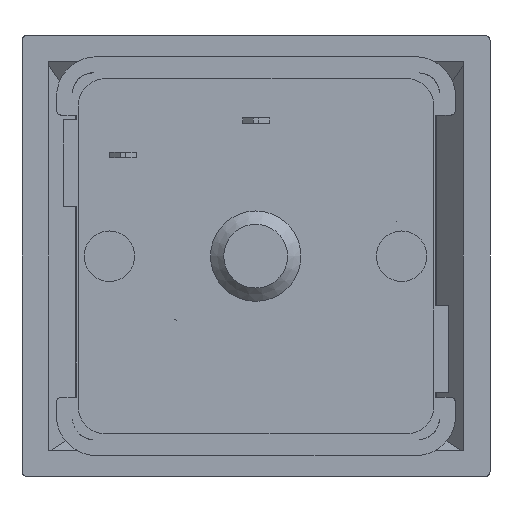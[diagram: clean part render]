
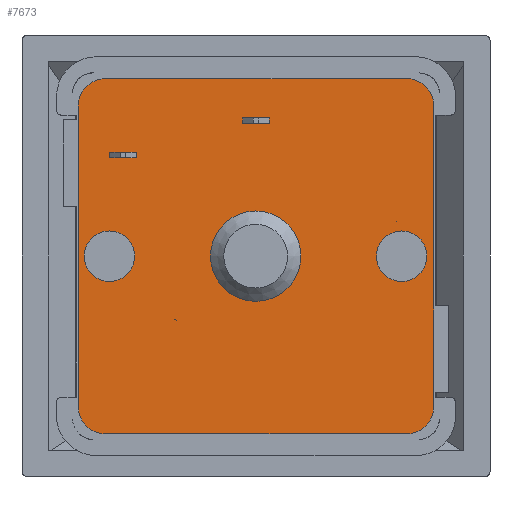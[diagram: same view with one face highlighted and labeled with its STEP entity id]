
A CAD part, front view. The second image highlights one B-rep face of the part: STEP entity #7673.
In plain terms, the highlighted planar face has unit normal (0, -1, 0).
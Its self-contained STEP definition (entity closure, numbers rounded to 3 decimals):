
#139=FACE_BOUND('',#1174,.T.);
#140=FACE_BOUND('',#1175,.T.);
#141=FACE_BOUND('',#1176,.T.);
#142=FACE_BOUND('',#1177,.T.);
#143=FACE_BOUND('',#1178,.T.);
#144=FACE_BOUND('',#1179,.T.);
#145=FACE_BOUND('',#1180,.T.);
#269=CIRCLE('',#8220,1.7);
#271=CIRCLE('',#8225,0.95);
#273=CIRCLE('',#8230,0.95);
#275=CIRCLE('',#8241,1.042);
#277=CIRCLE('',#8245,1.042);
#279=CIRCLE('',#8249,1.033);
#281=CIRCLE('',#8253,1.034);
#716=FACE_OUTER_BOUND('',#1173,.T.);
#1173=EDGE_LOOP('',(#6606,#6607,#6608,#6609,#6610,#6611,#6612,#6613));
#1174=EDGE_LOOP('',(#6614,#6615,#6616,#6617));
#1175=EDGE_LOOP('',(#6618));
#1176=EDGE_LOOP('',(#6619,#6620,#6621,#6622));
#1177=EDGE_LOOP('',(#6623));
#1178=EDGE_LOOP('',(#6624));
#1179=EDGE_LOOP('',(#6625,#6626,#6627));
#1180=EDGE_LOOP('',(#6628,#6629,#6630));
#1951=LINE('',#12306,#2852);
#1957=LINE('',#12318,#2858);
#1959=LINE('',#12321,#2860);
#1968=LINE('',#12341,#2869);
#1974=LINE('',#12353,#2875);
#1976=LINE('',#12356,#2877);
#1979=LINE('',#12369,#2880);
#1981=LINE('',#12378,#2882);
#1985=LINE('',#12393,#2886);
#1988=LINE('',#12399,#2889);
#1991=LINE('',#12403,#2892);
#1994=LINE('',#12411,#2895);
#1997=LINE('',#12417,#2898);
#2000=LINE('',#12421,#2901);
#2003=LINE('',#12429,#2904);
#2007=LINE('',#12441,#2908);
#2011=LINE('',#12453,#2912);
#2015=LINE('',#12465,#2916);
#2852=VECTOR('',#9907,10.);
#2858=VECTOR('',#9917,10.);
#2860=VECTOR('',#9921,10.);
#2869=VECTOR('',#9936,10.);
#2875=VECTOR('',#9946,10.);
#2877=VECTOR('',#9950,10.);
#2880=VECTOR('',#9967,10.);
#2882=VECTOR('',#9979,10.);
#2886=VECTOR('',#9993,10.);
#2889=VECTOR('',#9998,10.);
#2892=VECTOR('',#10003,10.);
#2895=VECTOR('',#10008,10.);
#2898=VECTOR('',#10013,10.);
#2901=VECTOR('',#10018,10.);
#2904=VECTOR('',#10023,10.);
#2908=VECTOR('',#10035,10.);
#2912=VECTOR('',#10047,10.);
#2916=VECTOR('',#10059,10.);
#3565=VERTEX_POINT('',#12303);
#3566=VERTEX_POINT('',#12305);
#3569=VERTEX_POINT('',#12315);
#3570=VERTEX_POINT('',#12317);
#3577=VERTEX_POINT('',#12338);
#3578=VERTEX_POINT('',#12340);
#3581=VERTEX_POINT('',#12350);
#3582=VERTEX_POINT('',#12352);
#3585=VERTEX_POINT('',#12364);
#3587=VERTEX_POINT('',#12373);
#3589=VERTEX_POINT('',#12382);
#3592=VERTEX_POINT('',#12390);
#3593=VERTEX_POINT('',#12392);
#3595=VERTEX_POINT('',#12398);
#3598=VERTEX_POINT('',#12408);
#3599=VERTEX_POINT('',#12410);
#3601=VERTEX_POINT('',#12416);
#3604=VERTEX_POINT('',#12426);
#3605=VERTEX_POINT('',#12428);
#3607=VERTEX_POINT('',#12434);
#3609=VERTEX_POINT('',#12440);
#3611=VERTEX_POINT('',#12446);
#3613=VERTEX_POINT('',#12452);
#3615=VERTEX_POINT('',#12458);
#3617=VERTEX_POINT('',#12464);
#4562=EDGE_CURVE('',#3566,#3565,#1951,.T.);
#4568=EDGE_CURVE('',#3570,#3569,#1957,.T.);
#4570=EDGE_CURVE('',#3569,#3566,#1959,.T.);
#4579=EDGE_CURVE('',#3578,#3577,#1968,.T.);
#4585=EDGE_CURVE('',#3582,#3581,#1974,.T.);
#4587=EDGE_CURVE('',#3581,#3578,#1976,.T.);
#4592=EDGE_CURVE('',#3585,#3585,#269,.T.);
#4593=EDGE_CURVE('',#3577,#3582,#1979,.T.);
#4596=EDGE_CURVE('',#3587,#3587,#271,.T.);
#4597=EDGE_CURVE('',#3565,#3570,#1981,.T.);
#4600=EDGE_CURVE('',#3589,#3589,#273,.T.);
#4603=EDGE_CURVE('',#3593,#3592,#1985,.T.);
#4606=EDGE_CURVE('',#3595,#3593,#1988,.T.);
#4609=EDGE_CURVE('',#3592,#3595,#1991,.T.);
#4612=EDGE_CURVE('',#3599,#3598,#1994,.T.);
#4615=EDGE_CURVE('',#3601,#3599,#1997,.T.);
#4618=EDGE_CURVE('',#3598,#3601,#2000,.T.);
#4621=EDGE_CURVE('',#3605,#3604,#2003,.T.);
#4624=EDGE_CURVE('',#3607,#3605,#275,.T.);
#4627=EDGE_CURVE('',#3609,#3607,#2007,.T.);
#4630=EDGE_CURVE('',#3611,#3609,#277,.T.);
#4633=EDGE_CURVE('',#3613,#3611,#2011,.T.);
#4636=EDGE_CURVE('',#3615,#3613,#279,.T.);
#4639=EDGE_CURVE('',#3617,#3615,#2015,.T.);
#4642=EDGE_CURVE('',#3604,#3617,#281,.T.);
#6606=ORIENTED_EDGE('',*,*,#4642,.T.);
#6607=ORIENTED_EDGE('',*,*,#4639,.T.);
#6608=ORIENTED_EDGE('',*,*,#4636,.T.);
#6609=ORIENTED_EDGE('',*,*,#4633,.T.);
#6610=ORIENTED_EDGE('',*,*,#4630,.T.);
#6611=ORIENTED_EDGE('',*,*,#4627,.T.);
#6612=ORIENTED_EDGE('',*,*,#4624,.T.);
#6613=ORIENTED_EDGE('',*,*,#4621,.T.);
#6614=ORIENTED_EDGE('',*,*,#4587,.T.);
#6615=ORIENTED_EDGE('',*,*,#4579,.T.);
#6616=ORIENTED_EDGE('',*,*,#4593,.T.);
#6617=ORIENTED_EDGE('',*,*,#4585,.T.);
#6618=ORIENTED_EDGE('',*,*,#4596,.T.);
#6619=ORIENTED_EDGE('',*,*,#4570,.T.);
#6620=ORIENTED_EDGE('',*,*,#4562,.T.);
#6621=ORIENTED_EDGE('',*,*,#4597,.T.);
#6622=ORIENTED_EDGE('',*,*,#4568,.T.);
#6623=ORIENTED_EDGE('',*,*,#4600,.T.);
#6624=ORIENTED_EDGE('',*,*,#4592,.T.);
#6625=ORIENTED_EDGE('',*,*,#4618,.T.);
#6626=ORIENTED_EDGE('',*,*,#4615,.T.);
#6627=ORIENTED_EDGE('',*,*,#4612,.T.);
#6628=ORIENTED_EDGE('',*,*,#4609,.T.);
#6629=ORIENTED_EDGE('',*,*,#4606,.T.);
#6630=ORIENTED_EDGE('',*,*,#4603,.T.);
#7242=PLANE('',#8254);
#7673=ADVANCED_FACE('',(#716,#139,#140,#141,#142,#143,#144,#145),#7242,
 .T.);
#8220=AXIS2_PLACEMENT_3D('',#12366,#9961,#9962);
#8225=AXIS2_PLACEMENT_3D('',#12375,#9973,#9974);
#8230=AXIS2_PLACEMENT_3D('',#12384,#9985,#9986);
#8241=AXIS2_PLACEMENT_3D('',#12435,#10029,#10030);
#8245=AXIS2_PLACEMENT_3D('',#12447,#10041,#10042);
#8249=AXIS2_PLACEMENT_3D('',#12459,#10053,#10054);
#8253=AXIS2_PLACEMENT_3D('',#12469,#10065,#10066);
#8254=AXIS2_PLACEMENT_3D('',#12470,#10067,#10068);
#9907=DIRECTION('',(-1.,0.,0.));
#9917=DIRECTION('',(1.,0.,0.));
#9921=DIRECTION('',(0.,0.,-1.));
#9936=DIRECTION('',(-1.,0.,0.));
#9946=DIRECTION('',(1.,0.,0.));
#9950=DIRECTION('',(0.,0.,-1.));
#9961=DIRECTION('center_axis',(0.,1.,0.));
#9962=DIRECTION('ref_axis',(1.,0.,0.));
#9967=DIRECTION('',(0.,0.,1.));
#9973=DIRECTION('center_axis',(0.,1.,0.));
#9974=DIRECTION('ref_axis',(1.,0.,0.));
#9979=DIRECTION('',(0.,0.,1.));
#9985=DIRECTION('center_axis',(0.,1.,0.));
#9986=DIRECTION('ref_axis',(1.,0.,0.));
#9993=DIRECTION('',(0.935,0.,-0.354));
#9998=DIRECTION('',(-0.935,0.,0.355));
#10003=DIRECTION('',(-1.,0.,0.));
#10008=DIRECTION('',(-0.169,0.,0.986));
#10013=DIRECTION('',(0.001,0.,-1.));
#10018=DIRECTION('',(0.242,0.,-0.97));
#10023=DIRECTION('',(0.,0.,1.));
#10029=DIRECTION('center_axis',(0.,-1.,0.));
#10030=DIRECTION('ref_axis',(0.011,0.,-1.));
#10035=DIRECTION('',(1.,0.,0.));
#10041=DIRECTION('center_axis',(0.,-1.,0.));
#10042=DIRECTION('ref_axis',(-1.,0.,0.));
#10047=DIRECTION('',(0.,0.,-1.));
#10053=DIRECTION('center_axis',(0.,-1.,0.));
#10054=DIRECTION('ref_axis',(0.,0.,1.));
#10059=DIRECTION('',(-1.,0.,0.));
#10065=DIRECTION('center_axis',(0.,-1.,0.));
#10066=DIRECTION('ref_axis',(0.998,0.,0.06));
#10067=DIRECTION('center_axis',(0.,-1.,0.));
#10068=DIRECTION('ref_axis',(1.,0.,0.));
#12303=CARTESIAN_POINT('',(-5.591,-3.,3.924));
#12305=CARTESIAN_POINT('',(-4.591,-3.,3.924));
#12306=CARTESIAN_POINT('',(-2.841,-3.,3.924));
#12315=CARTESIAN_POINT('',(-4.591,-3.,4.124));
#12317=CARTESIAN_POINT('',(-5.591,-3.,4.124));
#12318=CARTESIAN_POINT('',(-2.341,-3.,4.124));
#12321=CARTESIAN_POINT('',(-4.591,-3.,2.072));
#12338=CARTESIAN_POINT('',(-0.591,-3.,5.223));
#12340=CARTESIAN_POINT('',(0.409,-3.,5.223));
#12341=CARTESIAN_POINT('',(-0.341,-3.,5.223));
#12350=CARTESIAN_POINT('',(0.409,-3.,5.423));
#12352=CARTESIAN_POINT('',(-0.591,-3.,5.423));
#12353=CARTESIAN_POINT('',(0.159,-3.,5.423));
#12356=CARTESIAN_POINT('',(0.409,-3.,2.721));
#12364=CARTESIAN_POINT('',(-1.803,-3.,0.223));
#12366=CARTESIAN_POINT('Origin',(-0.103,-3.,0.223));
#12369=CARTESIAN_POINT('',(-0.591,-3.,2.821));
#12373=CARTESIAN_POINT('',(-6.553,-3.,0.223));
#12375=CARTESIAN_POINT('Origin',(-5.603,-3.,0.223));
#12378=CARTESIAN_POINT('',(-5.591,-3.,2.172));
#12382=CARTESIAN_POINT('',(4.438,-3.,0.223));
#12384=CARTESIAN_POINT('Origin',(5.388,-3.,0.223));
#12390=CARTESIAN_POINT('',(-3.078,-3.,-2.178));
#12392=CARTESIAN_POINT('',(-3.159,-3.,-2.147));
#12393=CARTESIAN_POINT('',(-3.159,-3.,-2.147));
#12398=CARTESIAN_POINT('',(-3.079,-3.,-2.178));
#12399=CARTESIAN_POINT('',(-3.079,-3.,-2.178));
#12403=CARTESIAN_POINT('',(-3.078,-3.,-2.178));
#12408=CARTESIAN_POINT('',(5.208,-3.,1.512));
#12410=CARTESIAN_POINT('',(5.208,-3.,1.511));
#12411=CARTESIAN_POINT('',(5.208,-3.,1.511));
#12416=CARTESIAN_POINT('',(5.208,-3.,1.512));
#12417=CARTESIAN_POINT('',(5.208,-3.,1.512));
#12421=CARTESIAN_POINT('',(5.208,-3.,1.512));
#12426=CARTESIAN_POINT('',(6.595,-3.,5.929));
#12428=CARTESIAN_POINT('',(6.595,-3.,-5.421));
#12429=CARTESIAN_POINT('',(6.595,-3.,-5.421));
#12434=CARTESIAN_POINT('',(5.564,-3.,-6.463));
#12435=CARTESIAN_POINT('Origin',(5.553,-3.,-5.421));
#12440=CARTESIAN_POINT('',(-5.747,-3.,-6.463));
#12441=CARTESIAN_POINT('',(-5.747,-3.,-6.463));
#12446=CARTESIAN_POINT('',(-6.778,-3.,-5.421));
#12447=CARTESIAN_POINT('Origin',(-5.736,-3.,-5.421));
#12452=CARTESIAN_POINT('',(-6.778,-3.,5.868));
#12453=CARTESIAN_POINT('',(-6.778,-3.,5.868));
#12458=CARTESIAN_POINT('',(-5.746,-3.,6.902));
#12459=CARTESIAN_POINT('Origin',(-5.746,-3.,5.869));
#12464=CARTESIAN_POINT('',(5.563,-3.,6.902));
#12465=CARTESIAN_POINT('',(5.563,-3.,6.902));
#12469=CARTESIAN_POINT('Origin',(5.563,-3.,5.867));
#12470=CARTESIAN_POINT('Origin',(-0.092,-3.,0.219));
